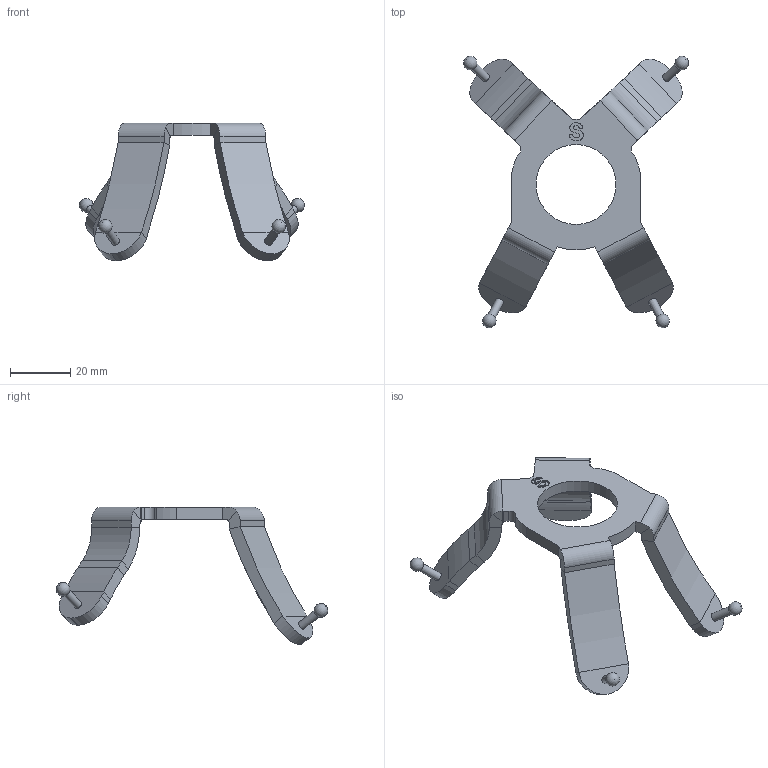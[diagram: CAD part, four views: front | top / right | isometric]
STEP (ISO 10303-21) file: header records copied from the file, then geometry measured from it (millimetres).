
FILE_DESCRIPTION(/* description */ (''),/* implementation_level */ '2;1');
FILE_NAME(/* name */ 'Mask-Harness-Duo-(S) v3.step',/* time_stamp */ '2020-05-19T11:58:21-04:00',/* author */ (''),/* organization */ (''),/* preprocessor_version */ 'ST-DEVELOPER v18.1',/* originating_system */ 'Autodesk Translation Framework v9.3.0.1241',/* authorisation */ '');
FILE_SCHEMA (('AUTOMOTIVE_DESIGN { 1 0 10303 214 3 1 1 }'));
Length unit declared in the file: millimetre
Products named in the file (1): Mask-Harness-Duo-(S)
Bounding box: 74.55 x 89.86 x 45.61 mm (x, y, z)
Volume: 17991.5 mm3; surface area: 11535.3 mm2
Topology: 1 solids, 1 shells, 144 faces, 383 edges, 242 vertices
Faces by surface type: plane 71, cylinder 37, bspline 32, sphere 4
Full cylindrical faces by diameter (mm): 2.7 x4, 26.455 x1
Entity records: 4873 total; most frequent: CARTESIAN_POINT 1420, ORIENTED_EDGE 758, DIRECTION 639, EDGE_CURVE 379, VERTEX_POINT 242, AXIS2_PLACEMENT_3D 217, LINE 205, VECTOR 205
